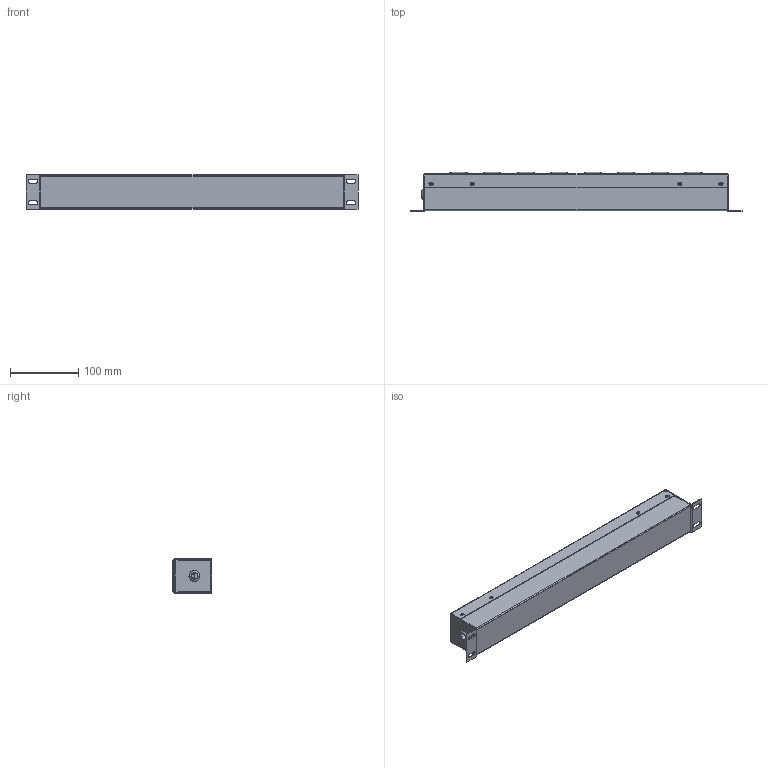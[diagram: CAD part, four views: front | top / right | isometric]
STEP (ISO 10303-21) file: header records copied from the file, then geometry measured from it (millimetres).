
FILE_DESCRIPTION((''),'2;1');
FILE_NAME('CALHA_8_TOMADAS_ASM','2016-05-15T',('Claudinei'),(''),'PRO/ENGINEER BY PARAMETRIC TECHNOLOGY CORPORATION, 2012130','PRO/ENGINEER BY PARAMETRIC TECHNOLOGY CORPORATION, 2012130','');
FILE_SCHEMA(('CONFIG_CONTROL_DESIGN'));
Length unit declared in the file: millimetre
Products named in the file (7): BASE_CALHA_TOMADAS; TAMPA_CALHA_TOMADAS; PASSA_FIO_10MM; CONTATO_TOMADA; TOMADA_2P__T_NOVO_PADR_O; CJ_TOMADA_2P_T_ASM; CALHA_8_TOMADAS_ASM
Assembly tree (15 placements, depth 3):
  CALHA_8_TOMADAS_ASM
    BASE_CALHA_TOMADAS
    TAMPA_CALHA_TOMADAS
    PASSA_FIO_10MM
    CJ_TOMADA_2P_T_ASM  x8
      CONTATO_TOMADA
      TOMADA_2P__T_NOVO_PADR_O
Bounding box: 485 x 57 x 49.9 mm (x, y, z)
Volume: 185173.8 mm3; surface area: 307100.2 mm2
Topology: 35 solids, 35 shells, 3572 faces, 8622 edges, 5064 vertices
Faces by surface type: plane 2242, cylinder 998, torus 180, bspline 120, sphere 32
Entity records: 16479 total; most frequent: CARTESIAN_POINT 4350, DIRECTION 2528, ORIENTED_EDGE 2436, EDGE_CURVE 1218, AXIS2_PLACEMENT_3D 853, VECTOR 822, LINE 822, VERTEX_POINT 744
